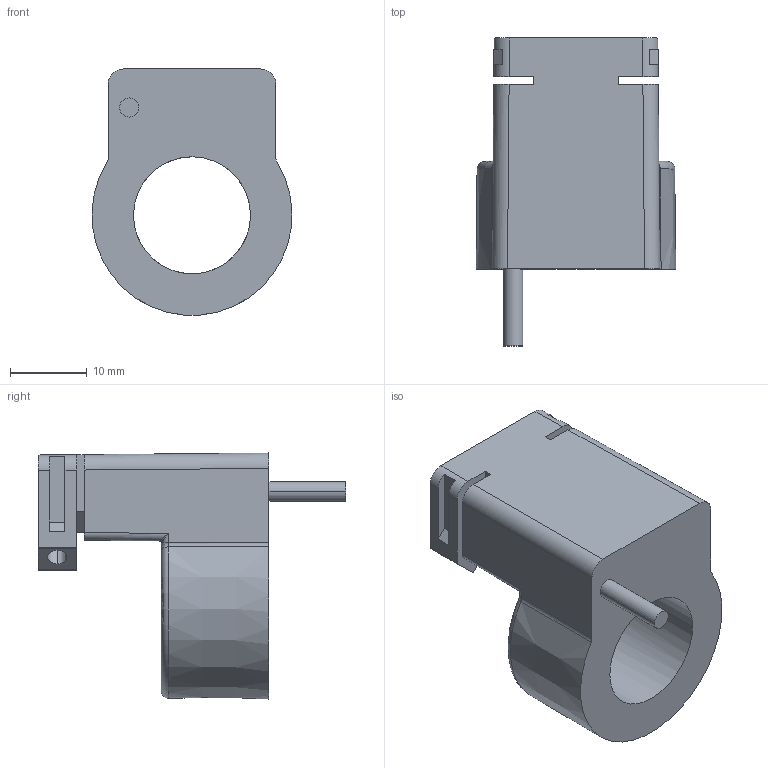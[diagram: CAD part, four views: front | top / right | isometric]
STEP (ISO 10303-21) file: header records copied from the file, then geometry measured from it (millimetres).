
FILE_DESCRIPTION((''),'2;1');
FILE_NAME('CAD-8751_SW0001','2023-07-05T13:55:54',('creinig-se'),(''),'CREO PARAMETRIC BY PTC INC, 2022284','CREO PARAMETRIC BY PTC INC, 2022284','');
FILE_SCHEMA(('CONFIG_CONTROL_DESIGN','SHAPE_APPEARANCE_LAYERS_GROUPS'));
Length unit declared in the file: millimetre
Products named in the file (1): CAD-8751_SW0001
Bounding box: 25.97 x 40 x 31.95 mm (x, y, z)
Volume: 9841 mm3; surface area: 4929.2 mm2
Topology: 1 solids, 1 shells, 93 faces, 260 edges, 172 vertices
Faces by surface type: plane 43, cylinder 37, bspline 6, torus 6, cone 1
Entity records: 4083 total; most frequent: CARTESIAN_POINT 960, ORIENTED_EDGE 520, DIRECTION 472, EDGE_CURVE 260, VERTEX_POINT 172, AXIS2_PLACEMENT_3D 165, VECTOR 142, LINE 142
